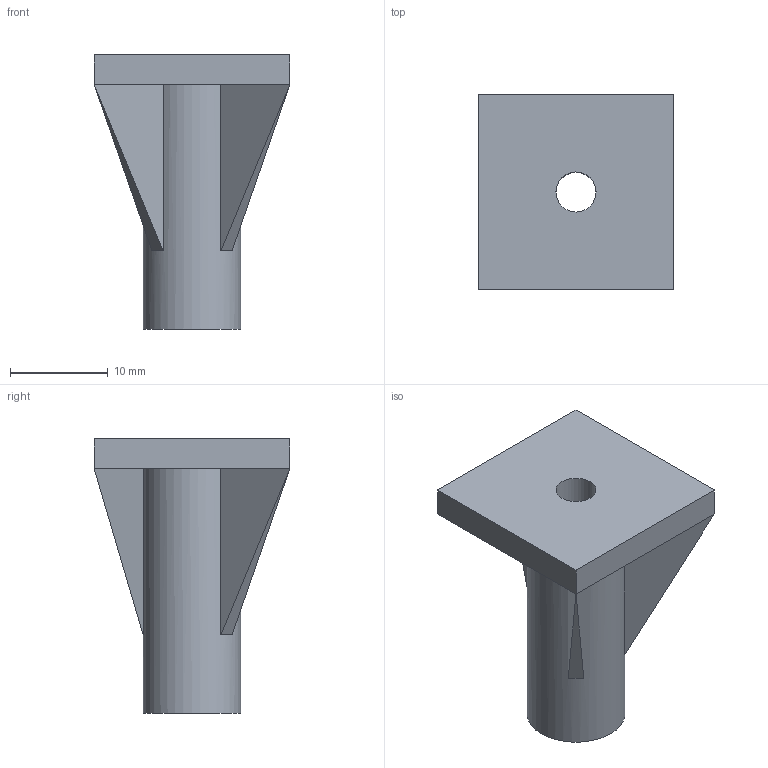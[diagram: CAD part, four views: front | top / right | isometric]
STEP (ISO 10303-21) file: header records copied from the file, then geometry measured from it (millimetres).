
FILE_DESCRIPTION(/* description */ (''),/* implementation_level */ '2;1');
FILE_NAME(/* name */ 'Collar.step',/* time_stamp */ '2021-05-25T19:27:47+02:00',/* author */ (''),/* organization */ (''),/* preprocessor_version */ 'ST-DEVELOPER v18.1',/* originating_system */ 'Autodesk Translation Framework v10.9.0.1377',/* authorisation */ '');
FILE_SCHEMA (('AUTOMOTIVE_DESIGN { 1 0 10303 214 3 1 1 }'));
Length unit declared in the file: millimetre
Products named in the file (1): Collar
Bounding box: 20 x 20 x 28 mm (x, y, z)
Volume: 3011.5 mm3; surface area: 2507.1 mm2
Topology: 1 solids, 1 shells, 26 faces, 58 edges, 34 vertices
Faces by surface type: plane 24, cylinder 2
Full cylindrical faces by diameter (mm): 4.1 x1, 10 x1
Entity records: 747 total; most frequent: DIRECTION 125, CARTESIAN_POINT 119, ORIENTED_EDGE 116, EDGE_CURVE 58, LINE 45, VECTOR 45, AXIS2_PLACEMENT_3D 40, VERTEX_POINT 34
